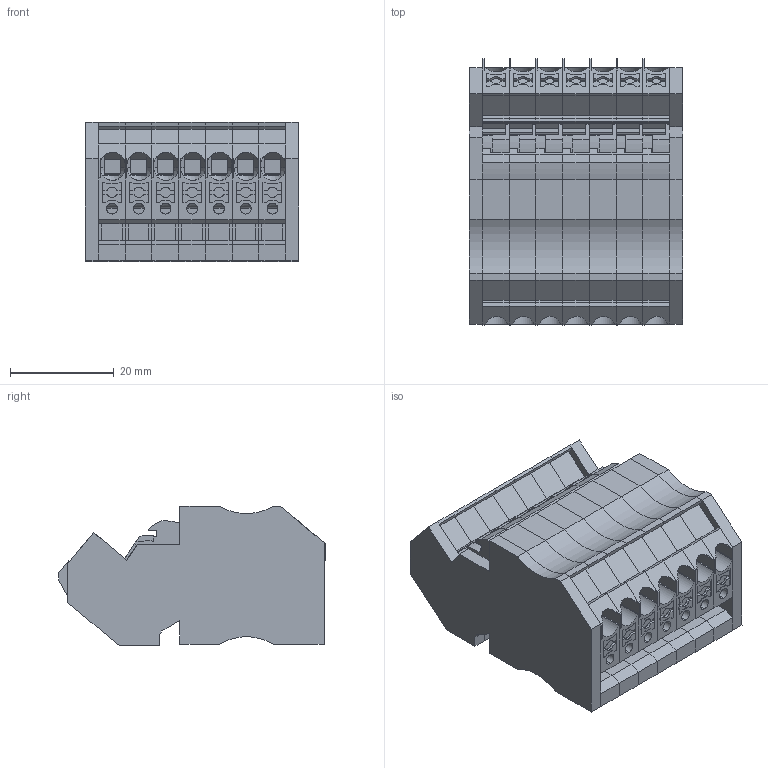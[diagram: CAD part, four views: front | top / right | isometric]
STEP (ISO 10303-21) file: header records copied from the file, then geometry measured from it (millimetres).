
FILE_DESCRIPTION(('Creo Elements/Direct Modeling STEP Export'),'2;1');
FILE_NAME('model.stp','2019-10-02T 1:24:50',(''),(''),'Creo Elements/Direct Modeling STEP processor for AP214 (Solid Model)','Creo Elements/Direct Modeling 20.1A 29-Sep-2018 (C) Parametric Technology GmbH','');
FILE_SCHEMA(('AUTOMOTIVE_DESIGN { 1 0 10303 214 1 1 1 1 }'));
Products named in the file (2): PT_4_WE_7-select
Assembly tree (1 placements, depth 2):
  PT_4_WE_7-select
    PT_4_WE_7-select
Bounding box: 41.05 x 51.3 x 26.9 mm (x, y, z)
Volume: 37357.6 mm3; surface area: 14942.9 mm2
Topology: 1 solids, 1 shells, 1199 faces, 3210 edges, 2034 vertices
Faces by surface type: plane 1041, cylinder 144, cone 14
Entity records: 52667 total; most frequent: CARTESIAN_POINT 15547, ORIENTED_EDGE 6420, DIRECTION 4698, EDGE_CURVE 3210, VECTOR 2446, LINE 2446, VERTEX_POINT 2034, EDGE_LOOP 1220
